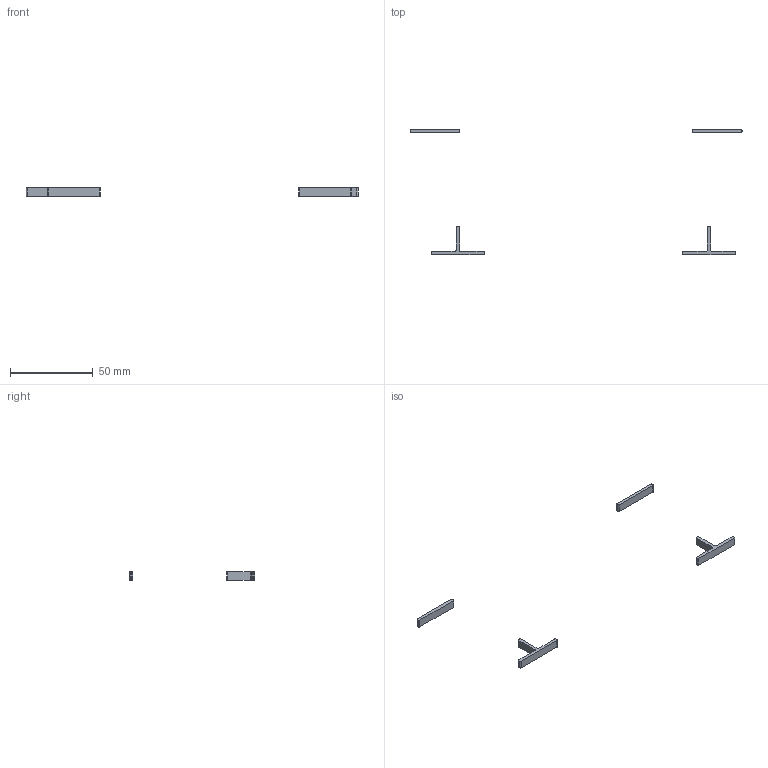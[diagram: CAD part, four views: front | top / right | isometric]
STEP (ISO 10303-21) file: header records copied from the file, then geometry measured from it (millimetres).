
FILE_DESCRIPTION(('Open CASCADE Model'),'2;1');
FILE_NAME('Open CASCADE Shape Model','2025-05-02T11:23:44',('Author'),( 'Open CASCADE'),'Open CASCADE STEP processor 7.9','Open CASCADE 7.9' ,'Unknown');
FILE_SCHEMA(('AUTOMOTIVE_DESIGN { 1 0 10303 214 1 1 1 1 }'));
Length unit declared in the file: millimetre
Products named in the file (5): Open CASCADE STEP translator 7.9 2; Open CASCADE STEP translator 7.9 2.1; Open CASCADE STEP translator 7.9 2.2; Open CASCADE STEP translator 7.9 2.3; Open CASCADE STEP translator 7.9 2.4
Assembly tree (4 placements, depth 2):
  Open CASCADE STEP translator 7.9 2
    Open CASCADE STEP translator 7.9 2.1
    Open CASCADE STEP translator 7.9 2.2
    Open CASCADE STEP translator 7.9 2.3
    Open CASCADE STEP translator 7.9 2.4
Bounding box: 201.1 x 75.83 x 5 mm (x, y, z)
Volume: 1531.6 mm3; surface area: 2196.6 mm2
Topology: 4 solids, 4 shells, 56 faces, 144 edges, 96 vertices
Faces by surface type: plane 32, cylinder 24
Entity records: 3664 total; most frequent: DIRECTION 602, CARTESIAN_POINT 589, LINE 336, VECTOR 336, ORIENTED_EDGE 288, PCURVE 288, DEFINITIONAL_REPRESENTATION 288, EDGE_CURVE 144
